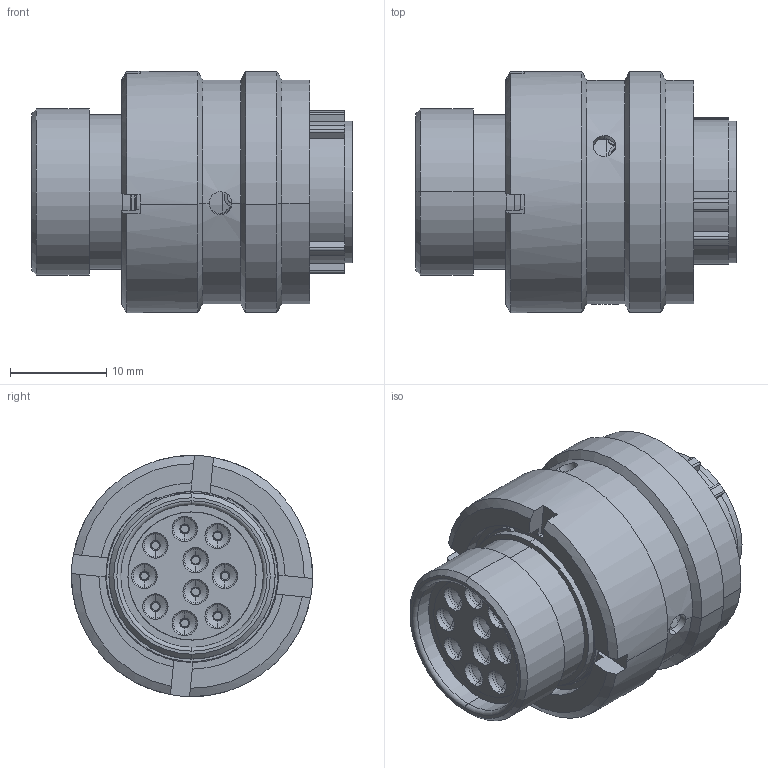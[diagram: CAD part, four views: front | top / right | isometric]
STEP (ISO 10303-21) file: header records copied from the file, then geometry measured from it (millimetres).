
FILE_DESCRIPTION (( 'STEP AP214' ), '1' );
FILE_NAME ('AS612-98SB.STEP', '2020-06-22T14:15:05', ( 'TE Connectivity' ), ( 'TE Connectivity' ), 'SwSTEP 2.0', 'SolidWorks 2016', '' );
FILE_SCHEMA (( 'AUTOMOTIVE_DESIGN' ));
Length unit declared in the file: millimetre
Products named in the file (1): AS612-98SB
Bounding box: 33.37 x 25.09 x 25.09 mm (x, y, z)
Volume: 8638.6 mm3; surface area: 11701.3 mm2
Topology: 8 solids, 8 shells, 978 faces, 2473 edges, 1541 vertices
Faces by surface type: plane 359, cylinder 284, torus 190, cone 132, bspline 9, sphere 4
Entity records: 45257 total; most frequent: CARTESIAN_POINT 12245, ORIENTED_EDGE 4926, DIRECTION 4353, EDGE_CURVE 2463, AXIS2_PLACEMENT_3D 1838, VERTEX_POINT 1535, EDGE_LOOP 1062, UNCERTAINTY_MEASURE_WITH_UNIT 986
